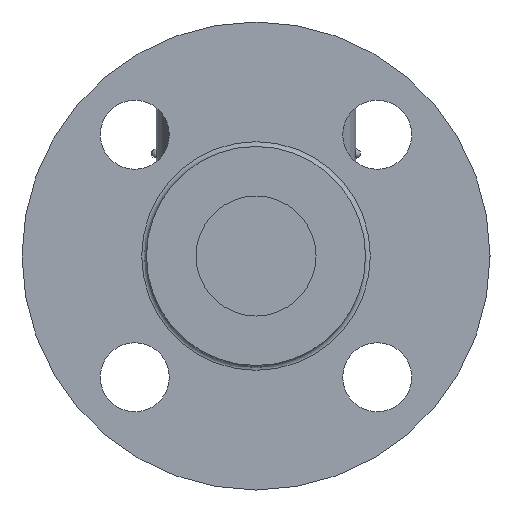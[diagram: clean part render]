
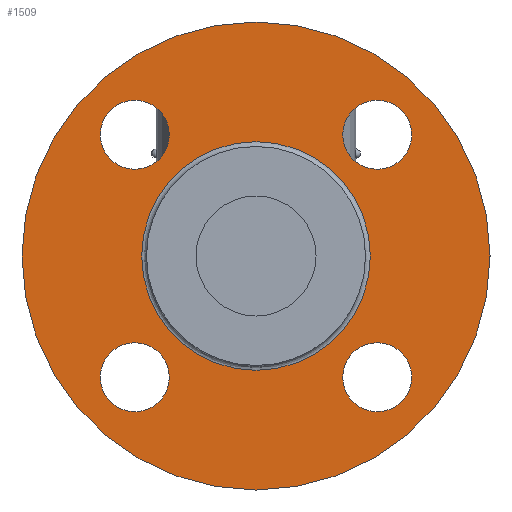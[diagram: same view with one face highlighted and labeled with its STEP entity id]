
A CAD part, left-side view. The second image highlights one B-rep face of the part: STEP entity #1509.
In plain terms, the highlighted planar face has unit normal (-1, 0, 0).
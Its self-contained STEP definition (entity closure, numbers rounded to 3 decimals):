
#1326=CARTESIAN_POINT('',(-98.6,0.0,78.0));
#1327=VERTEX_POINT('',#1326);
#1328=CARTESIAN_POINT('',(-98.6,0.0,0.));
#1329=DIRECTION('',(-1.0,0.0,0.0));
#1330=DIRECTION('',(0.0,0.0,1.0));
#1331=AXIS2_PLACEMENT_3D('',#1328,#1329,#1330);
#1332=CIRCLE('',#1331,78.0);
#1333=EDGE_CURVE('',#1327,#1327,#1332,.T.);
#1431=CARTESIAN_POINT('',(-98.6,0.0,38.1));
#1432=VERTEX_POINT('',#1431);
#1433=CARTESIAN_POINT('',(-98.6,0.0,0.));
#1434=DIRECTION('',(-1.0,0.0,0.0));
#1435=DIRECTION('',(0.0,0.0,-1.0));
#1436=AXIS2_PLACEMENT_3D('',#1433,#1434,#1435);
#1437=CIRCLE('',#1436,38.1);
#1438=EDGE_CURVE('',#1432,#1432,#1437,.T.);
#1454=CARTESIAN_POINT('',(-98.6,0.0,57.25));
#1455=DIRECTION('',(-1.0,0.0,0.0));
#1456=DIRECTION('',(0.0,0.0,1.0));
#1457=AXIS2_PLACEMENT_3D('',#1454,#1455,#1456);
#1458=PLANE('',#1457);
#1459=ORIENTED_EDGE('',*,*,#1333,.T.);
#1460=EDGE_LOOP('',(#1459));
#1461=FACE_OUTER_BOUND('',#1460,.T.);
#1462=CARTESIAN_POINT('',(-98.6,40.411,51.911));
#1463=VERTEX_POINT('',#1462);
#1464=CARTESIAN_POINT('',(-98.6,40.411,40.411));
#1465=DIRECTION('',(1.0,0.0,0.0));
#1466=DIRECTION('',(0.0,0.0,1.0));
#1467=AXIS2_PLACEMENT_3D('',#1464,#1465,#1466);
#1468=CIRCLE('',#1467,11.5);
#1469=EDGE_CURVE('',#1463,#1463,#1468,.T.);
#1470=ORIENTED_EDGE('',*,*,#1469,.T.);
#1471=EDGE_LOOP('',(#1470));
#1472=FACE_BOUND('',#1471,.T.);
#1473=CARTESIAN_POINT('',(-98.6,51.911,-40.411));
#1474=VERTEX_POINT('',#1473);
#1475=CARTESIAN_POINT('',(-98.6,40.411,-40.411));
#1476=DIRECTION('',(1.0,0.0,0.0));
#1477=DIRECTION('',(0.0,1.0,0.0));
#1478=AXIS2_PLACEMENT_3D('',#1475,#1476,#1477);
#1479=CIRCLE('',#1478,11.5);
#1480=EDGE_CURVE('',#1474,#1474,#1479,.T.);
#1481=ORIENTED_EDGE('',*,*,#1480,.T.);
#1482=EDGE_LOOP('',(#1481));
#1483=FACE_BOUND('',#1482,.T.);
#1484=CARTESIAN_POINT('',(-98.6,-40.411,-51.911));
#1485=VERTEX_POINT('',#1484);
#1486=CARTESIAN_POINT('',(-98.6,-40.411,-40.411));
#1487=DIRECTION('',(1.0,0.0,0.0));
#1488=DIRECTION('',(0.0,0.0,-1.0));
#1489=AXIS2_PLACEMENT_3D('',#1486,#1487,#1488);
#1490=CIRCLE('',#1489,11.5);
#1491=EDGE_CURVE('',#1485,#1485,#1490,.T.);
#1492=ORIENTED_EDGE('',*,*,#1491,.T.);
#1493=EDGE_LOOP('',(#1492));
#1494=FACE_BOUND('',#1493,.T.);
#1495=CARTESIAN_POINT('',(-98.6,-51.911,40.411));
#1496=VERTEX_POINT('',#1495);
#1497=CARTESIAN_POINT('',(-98.6,-40.411,40.411));
#1498=DIRECTION('',(1.0,0.0,0.0));
#1499=DIRECTION('',(0.0,-1.0,0.0));
#1500=AXIS2_PLACEMENT_3D('',#1497,#1498,#1499);
#1501=CIRCLE('',#1500,11.5);
#1502=EDGE_CURVE('',#1496,#1496,#1501,.T.);
#1503=ORIENTED_EDGE('',*,*,#1502,.T.);
#1504=EDGE_LOOP('',(#1503));
#1505=FACE_BOUND('',#1504,.T.);
#1506=ORIENTED_EDGE('',*,*,#1438,.F.);
#1507=EDGE_LOOP('',(#1506));
#1508=FACE_BOUND('',#1507,.T.);
#1509=ADVANCED_FACE('',(#1461,#1472,#1483,#1494,#1505,#1508),#1458,.T.);
